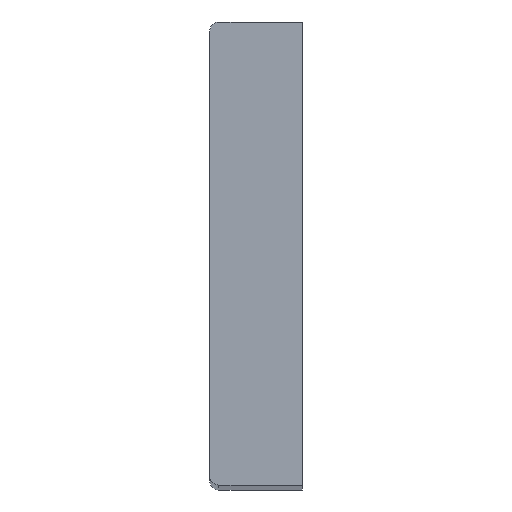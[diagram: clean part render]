
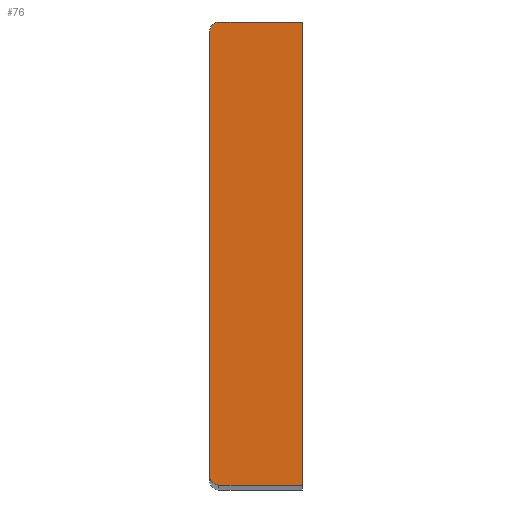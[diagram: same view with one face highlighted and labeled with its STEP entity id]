
A CAD part, top view. The second image highlights one B-rep face of the part: STEP entity #76.
In plain terms, the highlighted planar face has unit normal (0, 0, 1).
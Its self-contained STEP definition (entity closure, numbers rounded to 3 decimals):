
#76 = ADVANCED_FACE( '', ( #86 ), #87, .T. );
#86 = FACE_OUTER_BOUND( '', #102, .T. );
#87 = PLANE( '', #103 );
#102 = EDGE_LOOP( '', ( #123, #124, #125, #126, #127, #128 ) );
#103 = AXIS2_PLACEMENT_3D( '', #129, #130, #131 );
#123 = ORIENTED_EDGE( '', *, *, #180, .T. );
#124 = ORIENTED_EDGE( '', *, *, #181, .T. );
#125 = ORIENTED_EDGE( '', *, *, #182, .T. );
#126 = ORIENTED_EDGE( '', *, *, #183, .T. );
#127 = ORIENTED_EDGE( '', *, *, #184, .T. );
#128 = ORIENTED_EDGE( '', *, *, #178, .T. );
#129 = CARTESIAN_POINT( '', ( -18., 98., 605. ) );
#130 = DIRECTION( '', ( 0., 0., 1. ) );
#131 = DIRECTION( '', ( 1., 0., 0. ) );
#178 = EDGE_CURVE( '', #199, #197, #200, .T. );
#180 = EDGE_CURVE( '', #197, #202, #203, .T. );
#181 = EDGE_CURVE( '', #202, #204, #205, .T. );
#182 = EDGE_CURVE( '', #204, #206, #207, .T. );
#183 = EDGE_CURVE( '', #206, #208, #209, .T. );
#184 = EDGE_CURVE( '', #208, #199, #210, .T. );
#197 = VERTEX_POINT( '', #228 );
#199 = VERTEX_POINT( '', #231 );
#200 = LINE( '', #232, #233 );
#202 = VERTEX_POINT( '', #236 );
#203 = CIRCLE( '', #237, 2. );
#204 = VERTEX_POINT( '', #238 );
#205 = LINE( '', #239, #240 );
#206 = VERTEX_POINT( '', #241 );
#207 = CIRCLE( '', #242, 2. );
#208 = VERTEX_POINT( '', #243 );
#209 = LINE( '', #244, #245 );
#210 = LINE( '', #246, #247 );
#228 = CARTESIAN_POINT( '', ( -18., 100., 605. ) );
#231 = CARTESIAN_POINT( '', ( 0., 100., 605. ) );
#232 = CARTESIAN_POINT( '', ( 0., 100., 605. ) );
#233 = VECTOR( '', #270, 1000. );
#236 = CARTESIAN_POINT( '', ( -20., 98., 605. ) );
#237 = AXIS2_PLACEMENT_3D( '', #272, #273, #274 );
#238 = CARTESIAN_POINT( '', ( -20., 2., 605. ) );
#239 = CARTESIAN_POINT( '', ( -20., 98., 605. ) );
#240 = VECTOR( '', #275, 1000. );
#241 = CARTESIAN_POINT( '', ( -18., 0., 605. ) );
#242 = AXIS2_PLACEMENT_3D( '', #276, #277, #278 );
#243 = CARTESIAN_POINT( '', ( 0., 0., 605. ) );
#244 = CARTESIAN_POINT( '', ( -18., 0., 605. ) );
#245 = VECTOR( '', #279, 1000. );
#246 = CARTESIAN_POINT( '', ( 0., 0., 605. ) );
#247 = VECTOR( '', #280, 1000. );
#270 = DIRECTION( '', ( -1., 0., 0. ) );
#272 = CARTESIAN_POINT( '', ( -18., 98., 605. ) );
#273 = DIRECTION( '', ( 0., 0., 1. ) );
#274 = DIRECTION( '', ( 1., 0., 0. ) );
#275 = DIRECTION( '', ( 0., -1., 0. ) );
#276 = CARTESIAN_POINT( '', ( -18., 2., 605. ) );
#277 = DIRECTION( '', ( 0., 0., 1. ) );
#278 = DIRECTION( '', ( 1., 0., 0. ) );
#279 = DIRECTION( '', ( 1., 0., 0. ) );
#280 = DIRECTION( '', ( 0., 1., 0. ) );
